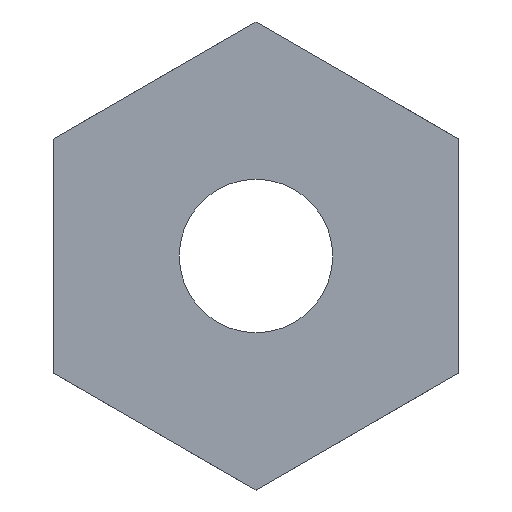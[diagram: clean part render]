
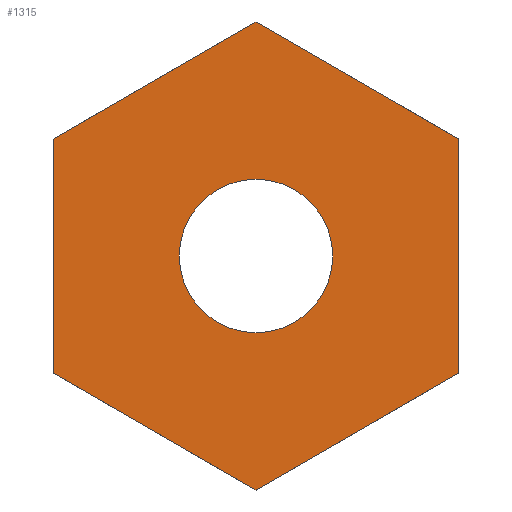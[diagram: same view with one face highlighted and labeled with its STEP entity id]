
A CAD part, front view. The second image highlights one B-rep face of the part: STEP entity #1315.
In plain terms, the highlighted planar face has unit normal (0, -1, 0).
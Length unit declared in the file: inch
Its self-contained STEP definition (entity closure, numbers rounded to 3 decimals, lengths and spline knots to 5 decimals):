
#2 = EDGE_LOOP ( 'NONE', ( #19, #1219 ) ) ;
#6 = VERTEX_POINT ( 'NONE', #165 ) ;
#8 = VERTEX_POINT ( 'NONE', #170 ) ;
#19 = ORIENTED_EDGE ( 'NONE', *, *, #1311, .T. ) ;
#20 = ORIENTED_EDGE ( 'NONE', *, *, #1213, .F. ) ;
#22 = EDGE_CURVE ( 'NONE', #6, #1373, #225, .T. ) ;
#23 = EDGE_CURVE ( 'NONE', #8, #103, #230, .T. ) ;
#54 = ORIENTED_EDGE ( 'NONE', *, *, #23, .F. ) ;
#103 = VERTEX_POINT ( 'NONE', #856 ) ;
#165 = CARTESIAN_POINT ( 'NONE',  ( 0., 0., -0.06509 ) ) ;
#170 = CARTESIAN_POINT ( 'NONE',  ( 0., 0., 0.19846 ) ) ;
#205 = CARTESIAN_POINT ( 'NONE',  ( 0.17187, 0., -0.09923 ) ) ;
#211 = CARTESIAN_POINT ( 'NONE',  ( -0.17188, 0., -0.09923 ) ) ;
#225 = CIRCLE ( 'NONE', #226, 0.06509 ) ;
#226 = AXIS2_PLACEMENT_3D ( 'NONE', #227, #228, #229 ) ;
#227 = CARTESIAN_POINT ( 'NONE',  ( 0., 0., 0. ) ) ;
#228 = DIRECTION ( 'NONE',  ( 0., 1., 0. ) ) ;
#229 = DIRECTION ( 'NONE',  ( 0., 0., 1. ) ) ;
#230 = LINE ( 'NONE', #231, #232 ) ;
#231 = CARTESIAN_POINT ( 'NONE',  ( 0., 0., 0.19846 ) ) ;
#232 = VECTOR ( 'NONE', #233, 39.37008 ) ;
#233 = DIRECTION ( 'NONE',  ( 0.866, 0., -0.5 ) ) ;
#286 = LINE ( 'NONE', #287, #288 ) ;
#287 = CARTESIAN_POINT ( 'NONE',  ( 0.17187, 0., -0.09923 ) ) ;
#288 = VECTOR ( 'NONE', #289, 39.37008 ) ;
#289 = DIRECTION ( 'NONE',  ( -0.866, 0., -0.5 ) ) ;
#309 = LINE ( 'NONE', #310, #311 ) ;
#310 = CARTESIAN_POINT ( 'NONE',  ( -0.17188, 0., -0.09923 ) ) ;
#311 = VECTOR ( 'NONE', #312, 39.37008 ) ;
#312 = DIRECTION ( 'NONE',  ( 0., 0., 1. ) ) ;
#313 = EDGE_CURVE ( 'NONE', #103, #1179, #932, .T. ) ;
#339 = LINE ( 'NONE', #340, #341 ) ;
#340 = CARTESIAN_POINT ( 'NONE',  ( 0., 0., -0.19846 ) ) ;
#341 = VECTOR ( 'NONE', #342, 39.37008 ) ;
#342 = DIRECTION ( 'NONE',  ( -0.866, 0., 0.5 ) ) ;
#674 = ORIENTED_EDGE ( 'NONE', *, *, #313, .F. ) ;
#769 = CARTESIAN_POINT ( 'NONE',  ( 0., 0., 0.06509 ) ) ;
#855 = CARTESIAN_POINT ( 'NONE',  ( 0., 0., -0.19846 ) ) ;
#856 = CARTESIAN_POINT ( 'NONE',  ( 0.17187, 0., 0.09923 ) ) ;
#920 = CARTESIAN_POINT ( 'NONE',  ( -0.17188, 0., 0.09923 ) ) ;
#932 = LINE ( 'NONE', #933, #934 ) ;
#933 = CARTESIAN_POINT ( 'NONE',  ( 0.17187, 0., 0.09923 ) ) ;
#934 = VECTOR ( 'NONE', #935, 39.37008 ) ;
#935 = DIRECTION ( 'NONE',  ( 0., 0., -1. ) ) ;
#963 = CIRCLE ( 'NONE', #964, 0.06509 ) ;
#964 = AXIS2_PLACEMENT_3D ( 'NONE', #965, #966, #967 ) ;
#965 = CARTESIAN_POINT ( 'NONE',  ( 0., 0., 0. ) ) ;
#966 = DIRECTION ( 'NONE',  ( 0., 1., 0. ) ) ;
#967 = DIRECTION ( 'NONE',  ( 0., 0., 1. ) ) ;
#980 = FACE_OUTER_BOUND ( 'NONE', #1293, .T. ) ;
#981 = FACE_BOUND ( 'NONE', #2, .T. ) ;
#982 = PLANE ( 'NONE',  #983 ) ;
#983 = AXIS2_PLACEMENT_3D ( 'NONE', #984, #985, #986 ) ;
#984 = CARTESIAN_POINT ( 'NONE',  ( -0.17188, 0., -0.2977 ) ) ;
#985 = DIRECTION ( 'NONE',  ( 0., 1., 0. ) ) ;
#986 = DIRECTION ( 'NONE',  ( 0., 0., 1. ) ) ;
#991 = LINE ( 'NONE', #992, #993 ) ;
#992 = CARTESIAN_POINT ( 'NONE',  ( -0.17188, 0., 0.09923 ) ) ;
#993 = VECTOR ( 'NONE', #994, 39.37008 ) ;
#994 = DIRECTION ( 'NONE',  ( 0.866, 0., 0.5 ) ) ;
#1159 = VERTEX_POINT ( 'NONE', #855 ) ;
#1179 = VERTEX_POINT ( 'NONE', #205 ) ;
#1183 = VERTEX_POINT ( 'NONE', #211 ) ;
#1206 = EDGE_CURVE ( 'NONE', #1179, #1159, #286, .T. ) ;
#1210 = EDGE_CURVE ( 'NONE', #1183, #1299, #309, .T. ) ;
#1213 = EDGE_CURVE ( 'NONE', #1159, #1183, #339, .T. ) ;
#1219 = ORIENTED_EDGE ( 'NONE', *, *, #22, .T. ) ;
#1243 = ORIENTED_EDGE ( 'NONE', *, *, #1206, .F. ) ;
#1247 = ORIENTED_EDGE ( 'NONE', *, *, #1210, .F. ) ;
#1293 = EDGE_LOOP ( 'NONE', ( #1243, #674, #54, #1351, #1247, #20 ) ) ;
#1299 = VERTEX_POINT ( 'NONE', #920 ) ;
#1311 = EDGE_CURVE ( 'NONE', #1373, #6, #963, .T. ) ;
#1315 = ADVANCED_FACE ( 'NONE', ( #980, #981 ), #982, .F. ) ;
#1317 = EDGE_CURVE ( 'NONE', #1299, #8, #991, .T. ) ;
#1351 = ORIENTED_EDGE ( 'NONE', *, *, #1317, .F. ) ;
#1373 = VERTEX_POINT ( 'NONE', #769 ) ;
